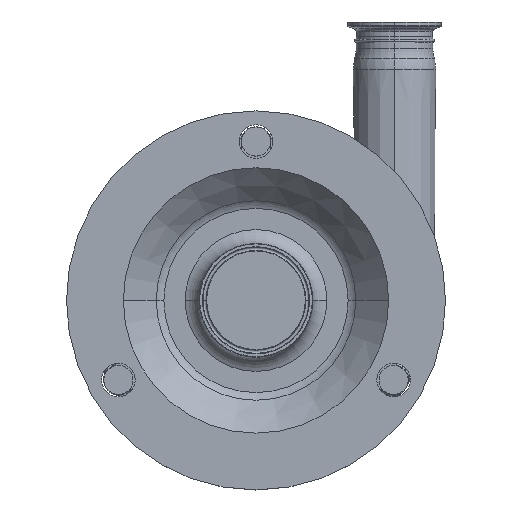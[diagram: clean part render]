
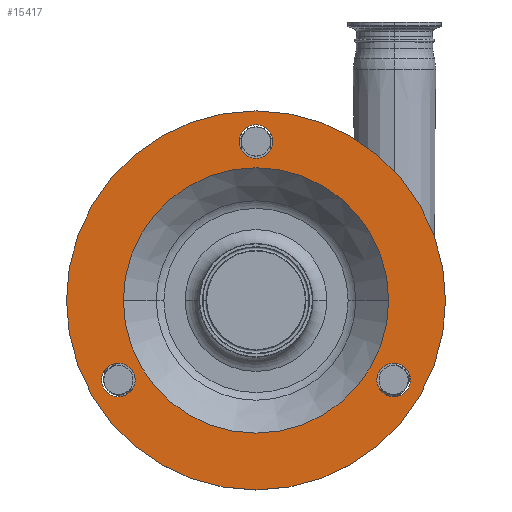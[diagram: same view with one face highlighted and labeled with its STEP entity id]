
A CAD part, top view. The second image highlights one B-rep face of the part: STEP entity #15417.
In plain terms, the highlighted planar face has unit normal (0, 0, 1).
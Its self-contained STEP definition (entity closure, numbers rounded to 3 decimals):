
#971 = CARTESIAN_POINT ( 'NONE',  ( 11.5, 109., 231. ) ) ;
#1289 = DIRECTION ( 'NONE',  ( 0., 0., 1. ) ) ;
#1353 = ORIENTED_EDGE ( 'NONE', *, *, #29417, .F. ) ;
#2004 = EDGE_CURVE ( 'NONE', #6929, #26330, #36071, .T. ) ;
#2356 = VERTEX_POINT ( 'NONE', #27660 ) ;
#2363 = EDGE_LOOP ( 'NONE', ( #27208, #12579 ) ) ;
#2384 = FACE_BOUND ( 'NONE', #2363, .T. ) ;
#2920 = AXIS2_PLACEMENT_3D ( 'NONE', #9821, #12460, #23831 ) ;
#3281 = VERTEX_POINT ( 'NONE', #25781 ) ;
#3293 = DIRECTION ( 'NONE',  ( 0., 0., 1. ) ) ;
#4116 = EDGE_LOOP ( 'NONE', ( #33458, #32218 ) ) ;
#4582 = CARTESIAN_POINT ( 'NONE',  ( -100.147, -44.541, 231. ) ) ;
#4931 = VERTEX_POINT ( 'NONE', #22631 ) ;
#5370 = DIRECTION ( 'NONE',  ( 0., 0., 1. ) ) ;
#5819 = EDGE_CURVE ( 'NONE', #3281, #4931, #9519, .T. ) ;
#6346 = EDGE_CURVE ( 'NONE', #25073, #11052, #24031, .T. ) ;
#6929 = VERTEX_POINT ( 'NONE', #28522 ) ;
#7127 = CARTESIAN_POINT ( 'NONE',  ( 94.397, -54.5, 231. ) ) ;
#7134 = DIRECTION ( 'NONE',  ( 0., 0., 1. ) ) ;
#7328 = CARTESIAN_POINT ( 'NONE',  ( 0., 109., 231. ) ) ;
#7675 = FACE_OUTER_BOUND ( 'NONE', #4116, .T. ) ;
#7901 = EDGE_CURVE ( 'NONE', #2356, #17128, #8379, .T. ) ;
#8110 = DIRECTION ( 'NONE',  ( 1., 0., 0. ) ) ;
#8158 = CARTESIAN_POINT ( 'NONE',  ( 88.647, -64.459, 231. ) ) ;
#8379 = CIRCLE ( 'NONE', #2920, 11.5 ) ;
#8392 = CARTESIAN_POINT ( 'NONE',  ( -91., 0., 231. ) ) ;
#8552 = AXIS2_PLACEMENT_3D ( 'NONE', #31287, #5370, #12180 ) ;
#8594 = AXIS2_PLACEMENT_3D ( 'NONE', #13230, #13604, #8110 ) ;
#8825 = EDGE_CURVE ( 'NONE', #21878, #19689, #9593, .T. ) ;
#9435 = DIRECTION ( 'NONE',  ( 1., 0., 0. ) ) ;
#9519 = CIRCLE ( 'NONE', #16795, 130. ) ;
#9593 = CIRCLE ( 'NONE', #16291, 11.5 ) ;
#9740 = CARTESIAN_POINT ( 'NONE',  ( 94.397, -54.5, 231. ) ) ;
#9821 = CARTESIAN_POINT ( 'NONE',  ( 0., 109., 231. ) ) ;
#11052 = VERTEX_POINT ( 'NONE', #8392 ) ;
#11980 = CIRCLE ( 'NONE', #33128, 11.5 ) ;
#12131 = ORIENTED_EDGE ( 'NONE', *, *, #2004, .F. ) ;
#12180 = DIRECTION ( 'NONE',  ( 1., 0., 0. ) ) ;
#12460 = DIRECTION ( 'NONE',  ( 0., 0., 1. ) ) ;
#12579 = ORIENTED_EDGE ( 'NONE', *, *, #7901, .F. ) ;
#12655 = CARTESIAN_POINT ( 'NONE',  ( 0., 0., 231. ) ) ;
#12705 = DIRECTION ( 'NONE',  ( 1., 0., 0. ) ) ;
#13230 = CARTESIAN_POINT ( 'NONE',  ( 0., 0., 231. ) ) ;
#13604 = DIRECTION ( 'NONE',  ( 0., 0., 1. ) ) ;
#13633 = AXIS2_PLACEMENT_3D ( 'NONE', #33591, #16773, #30060 ) ;
#14381 = EDGE_CURVE ( 'NONE', #4931, #3281, #18889, .T. ) ;
#15417 = ADVANCED_FACE ( 'NONE', ( #7675, #22075, #33790, #2384, #19447 ), #36411, .F. ) ;
#16291 = AXIS2_PLACEMENT_3D ( 'NONE', #9740, #3293, #29605 ) ;
#16773 = DIRECTION ( 'NONE',  ( 0., 0., -1. ) ) ;
#16795 = AXIS2_PLACEMENT_3D ( 'NONE', #32355, #21602, #12705 ) ;
#17128 = VERTEX_POINT ( 'NONE', #971 ) ;
#18889 = CIRCLE ( 'NONE', #8594, 130. ) ;
#19447 = FACE_BOUND ( 'NONE', #28468, .T. ) ;
#19488 = ORIENTED_EDGE ( 'NONE', *, *, #24393, .F. ) ;
#19689 = VERTEX_POINT ( 'NONE', #8158 ) ;
#20055 = DIRECTION ( 'NONE',  ( -0.5, 0.866, 0. ) ) ;
#20079 = DIRECTION ( 'NONE',  ( 0., 0., 1. ) ) ;
#20992 = DIRECTION ( 'NONE',  ( 0., 0., 1. ) ) ;
#21032 = CARTESIAN_POINT ( 'NONE',  ( 91., 0., 231. ) ) ;
#21602 = DIRECTION ( 'NONE',  ( 0., 0., 1. ) ) ;
#21615 = EDGE_LOOP ( 'NONE', ( #1353, #33478 ) ) ;
#21878 = VERTEX_POINT ( 'NONE', #34715 ) ;
#22075 = FACE_BOUND ( 'NONE', #21615, .T. ) ;
#22631 = CARTESIAN_POINT ( 'NONE',  ( 130., 0., 231. ) ) ;
#22898 = CARTESIAN_POINT ( 'NONE',  ( -94.397, -54.5, 231. ) ) ;
#23831 = DIRECTION ( 'NONE',  ( 1., 0., 0. ) ) ;
#24031 = CIRCLE ( 'NONE', #32447, 91. ) ;
#24393 = EDGE_CURVE ( 'NONE', #26330, #6929, #34283, .T. ) ;
#25073 = VERTEX_POINT ( 'NONE', #21032 ) ;
#25781 = CARTESIAN_POINT ( 'NONE',  ( -130., 0., 231. ) ) ;
#26330 = VERTEX_POINT ( 'NONE', #4582 ) ;
#26995 = EDGE_LOOP ( 'NONE', ( #19488, #12131 ) ) ;
#27208 = ORIENTED_EDGE ( 'NONE', *, *, #36524, .F. ) ;
#27660 = CARTESIAN_POINT ( 'NONE',  ( -11.5, 109., 231. ) ) ;
#28312 = ORIENTED_EDGE ( 'NONE', *, *, #6346, .F. ) ;
#28468 = EDGE_LOOP ( 'NONE', ( #28312, #30677 ) ) ;
#28522 = CARTESIAN_POINT ( 'NONE',  ( -88.647, -64.459, 231. ) ) ;
#28917 = DIRECTION ( 'NONE',  ( 0., 0., 1. ) ) ;
#29417 = EDGE_CURVE ( 'NONE', #19689, #21878, #11980, .T. ) ;
#29459 = AXIS2_PLACEMENT_3D ( 'NONE', #34215, #28917, #20055 ) ;
#29464 = AXIS2_PLACEMENT_3D ( 'NONE', #22898, #20079, #35524 ) ;
#29605 = DIRECTION ( 'NONE',  ( -0.5, -0.866, 0. ) ) ;
#30060 = DIRECTION ( 'NONE',  ( 0., -1., 0. ) ) ;
#30227 = DIRECTION ( 'NONE',  ( -0.5, -0.866, 0. ) ) ;
#30677 = ORIENTED_EDGE ( 'NONE', *, *, #37128, .F. ) ;
#30791 = DIRECTION ( 'NONE',  ( 1., 0., 0. ) ) ;
#31287 = CARTESIAN_POINT ( 'NONE',  ( 0., 0., 231. ) ) ;
#31470 = AXIS2_PLACEMENT_3D ( 'NONE', #7328, #7134, #30791 ) ;
#32218 = ORIENTED_EDGE ( 'NONE', *, *, #5819, .T. ) ;
#32355 = CARTESIAN_POINT ( 'NONE',  ( 0., 0., 231. ) ) ;
#32447 = AXIS2_PLACEMENT_3D ( 'NONE', #12655, #20992, #9435 ) ;
#32661 = CIRCLE ( 'NONE', #31470, 11.5 ) ;
#33128 = AXIS2_PLACEMENT_3D ( 'NONE', #7127, #1289, #30227 ) ;
#33319 = CIRCLE ( 'NONE', #8552, 91. ) ;
#33458 = ORIENTED_EDGE ( 'NONE', *, *, #14381, .T. ) ;
#33478 = ORIENTED_EDGE ( 'NONE', *, *, #8825, .F. ) ;
#33591 = CARTESIAN_POINT ( 'NONE',  ( 0., 39., 231. ) ) ;
#33790 = FACE_BOUND ( 'NONE', #26995, .T. ) ;
#34215 = CARTESIAN_POINT ( 'NONE',  ( -94.397, -54.5, 231. ) ) ;
#34283 = CIRCLE ( 'NONE', #29459, 11.5 ) ;
#34715 = CARTESIAN_POINT ( 'NONE',  ( 100.147, -44.541, 231. ) ) ;
#35524 = DIRECTION ( 'NONE',  ( -0.5, 0.866, 0. ) ) ;
#36071 = CIRCLE ( 'NONE', #29464, 11.5 ) ;
#36411 = PLANE ( 'NONE',  #13633 ) ;
#36524 = EDGE_CURVE ( 'NONE', #17128, #2356, #32661, .T. ) ;
#37128 = EDGE_CURVE ( 'NONE', #11052, #25073, #33319, .T. ) ;
